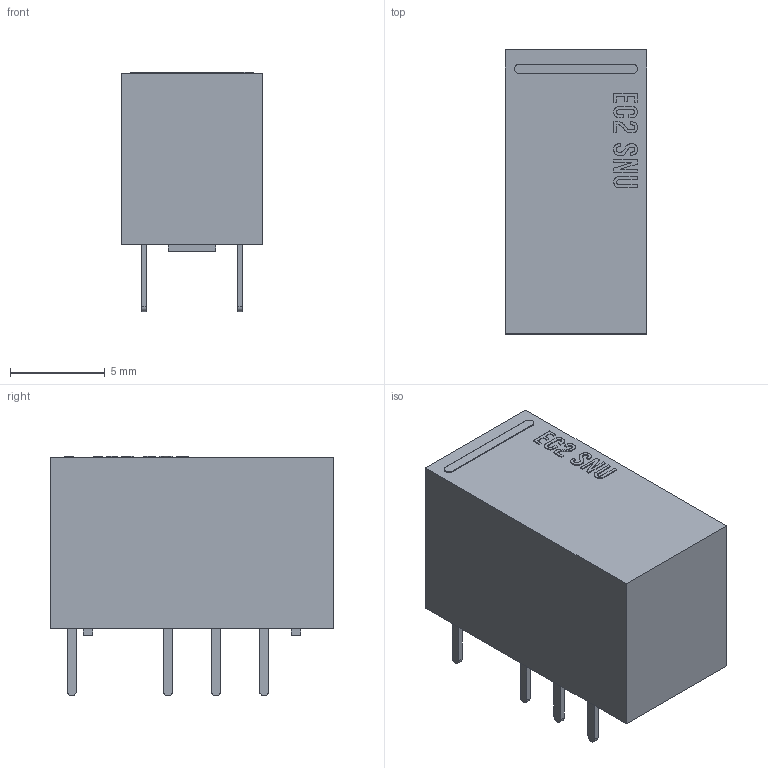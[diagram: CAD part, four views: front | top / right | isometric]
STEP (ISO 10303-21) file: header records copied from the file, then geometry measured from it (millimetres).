
FILE_DESCRIPTION(('FreeCAD Model'),'2;1');
FILE_NAME('Kemet_EC2-SNU.step','2019-07-22T19:43:24',('Author'),(''), 'Open CASCADE STEP processor 7.3','FreeCAD','Unknown');
FILE_SCHEMA(('AUTOMOTIVE_DESIGN { 1 0 10303 214 1 1 1 1 }'));
Length unit declared in the file: millimetre
Products named in the file (1): EC2-SNU
Bounding box: 7.5 x 15 x 12.65 mm (x, y, z)
Volume: 1017.1 mm3; surface area: 689.8 mm2
Topology: 9 solids, 9 shells, 239 faces, 622 edges, 412 vertices
Faces by surface type: plane 141, extrusion 84, cylinder 14
Entity records: 9019 total; most frequent: CARTESIAN_POINT 1778, ORIENTED_EDGE 1244, DIRECTION 878, EDGE_CURVE 622, VECTOR 510, LINE 426, VERTEX_POINT 412, B_SPLINE_CURVE_WITH_KNOTS 252
